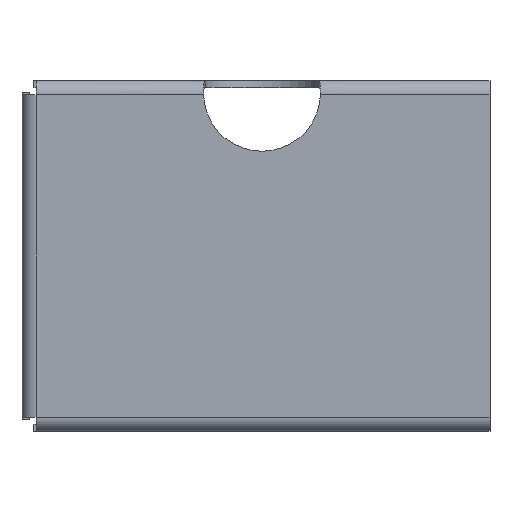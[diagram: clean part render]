
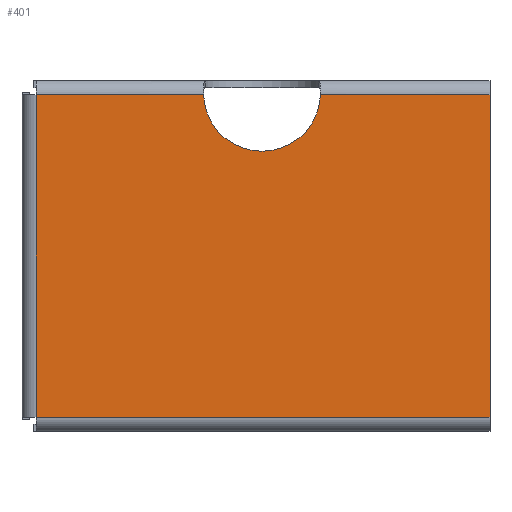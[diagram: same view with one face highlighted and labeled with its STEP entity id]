
A CAD part, front view. The second image highlights one B-rep face of the part: STEP entity #401.
In plain terms, the highlighted planar face has unit normal (0, -1, 0).
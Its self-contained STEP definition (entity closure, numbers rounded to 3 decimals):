
#91=CARTESIAN_POINT('',(-11.213,0.0,34.5));
#92=VERTEX_POINT('',#91);
#159=CARTESIAN_POINT('',(13.774,0.0,34.5));
#160=VERTEX_POINT('',#159);
#248=CARTESIAN_POINT('',(1.28,0.0,34.893));
#249=DIRECTION('',(0.0,1.0,0.0));
#250=DIRECTION('',(-1.0,0.0,0.0));
#251=AXIS2_PLACEMENT_3D('',#248,#249,#250);
#252=CIRCLE('',#251,12.5);
#253=EDGE_CURVE('',#160,#92,#252,.T.);
#355=CARTESIAN_POINT('',(50.0,0.0,37.893));
#356=DIRECTION('',(0.0,1.0,0.0));
#357=DIRECTION('',(-1.0,0.0,0.0));
#358=AXIS2_PLACEMENT_3D('',#355,#356,#357);
#359=PLANE('',#358);
#360=ORIENTED_EDGE('',*,*,#253,.T.);
#361=CARTESIAN_POINT('',(-47.,0.0,34.5));
#362=VERTEX_POINT('',#361);
#363=CARTESIAN_POINT('',(-11.213,0.0,34.5));
#364=DIRECTION('',(-1.0,0.0,0.0));
#365=VECTOR('',#364,35.787);
#366=LINE('',#363,#365);
#367=EDGE_CURVE('',#92,#362,#366,.T.);
#368=ORIENTED_EDGE('',*,*,#367,.T.);
#369=CARTESIAN_POINT('',(-47.,0.0,-34.5));
#370=VERTEX_POINT('',#369);
#371=CARTESIAN_POINT('',(-47.,0.0,34.5));
#372=DIRECTION('',(0.0,0.0,-1.0));
#373=VECTOR('',#372,69.0);
#374=LINE('',#371,#373);
#375=EDGE_CURVE('',#362,#370,#374,.T.);
#376=ORIENTED_EDGE('',*,*,#375,.T.);
#377=CARTESIAN_POINT('',(50.0,0.0,-34.5));
#378=VERTEX_POINT('',#377);
#379=CARTESIAN_POINT('',(-47.0,0.0,-34.5));
#380=DIRECTION('',(1.0,0.0,0.0));
#381=VECTOR('',#380,97.0);
#382=LINE('',#379,#381);
#383=EDGE_CURVE('',#370,#378,#382,.T.);
#384=ORIENTED_EDGE('',*,*,#383,.T.);
#385=CARTESIAN_POINT('',(50.0,0.0,34.5));
#386=VERTEX_POINT('',#385);
#387=CARTESIAN_POINT('',(50.0,0.0,34.5));
#388=DIRECTION('',(0.0,0.0,-1.0));
#389=VECTOR('',#388,69.0);
#390=LINE('',#387,#389);
#391=EDGE_CURVE('',#386,#378,#390,.T.);
#392=ORIENTED_EDGE('',*,*,#391,.F.);
#393=CARTESIAN_POINT('',(50.0,0.0,34.5));
#394=DIRECTION('',(-1.0,0.0,0.0));
#395=VECTOR('',#394,36.226);
#396=LINE('',#393,#395);
#397=EDGE_CURVE('',#386,#160,#396,.T.);
#398=ORIENTED_EDGE('',*,*,#397,.T.);
#399=EDGE_LOOP('',(#360,#368,#376,#384,#392,#398));
#400=FACE_OUTER_BOUND('',#399,.T.);
#401=ADVANCED_FACE('',(#400),#359,.F.);
